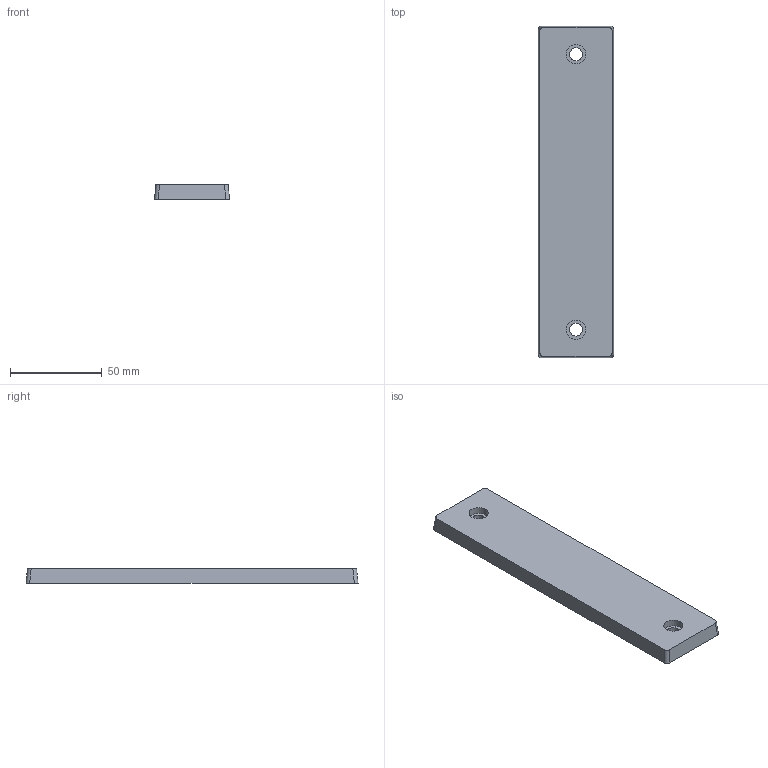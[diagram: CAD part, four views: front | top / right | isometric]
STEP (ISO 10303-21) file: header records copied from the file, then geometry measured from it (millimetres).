
FILE_DESCRIPTION (( 'STEP AP214' ), '1' );
FILE_NAME ('802325100d.STEP', '2020-07-28T10:44:34', ( 'Huth' ), ( '' ), 'SwSTEP 2.0', 'SolidWorks 2018', '' );
FILE_SCHEMA (( 'AUTOMOTIVE_DESIGN' ));
Length unit declared in the file: millimetre
Products named in the file (1): 802325100d
Bounding box: 41 x 180.85 x 8 mm (x, y, z)
Volume: 56816 mm3; surface area: 18251.4 mm2
Topology: 1 solids, 1 shells, 20 faces, 48 edges, 32 vertices
Faces by surface type: cylinder 12, plane 8
Entity records: 630 total; most frequent: CARTESIAN_POINT 125, DIRECTION 98, ORIENTED_EDGE 96, EDGE_CURVE 48, AXIS2_PLACEMENT_3D 37, VERTEX_POINT 32, EDGE_LOOP 26, LINE 24
